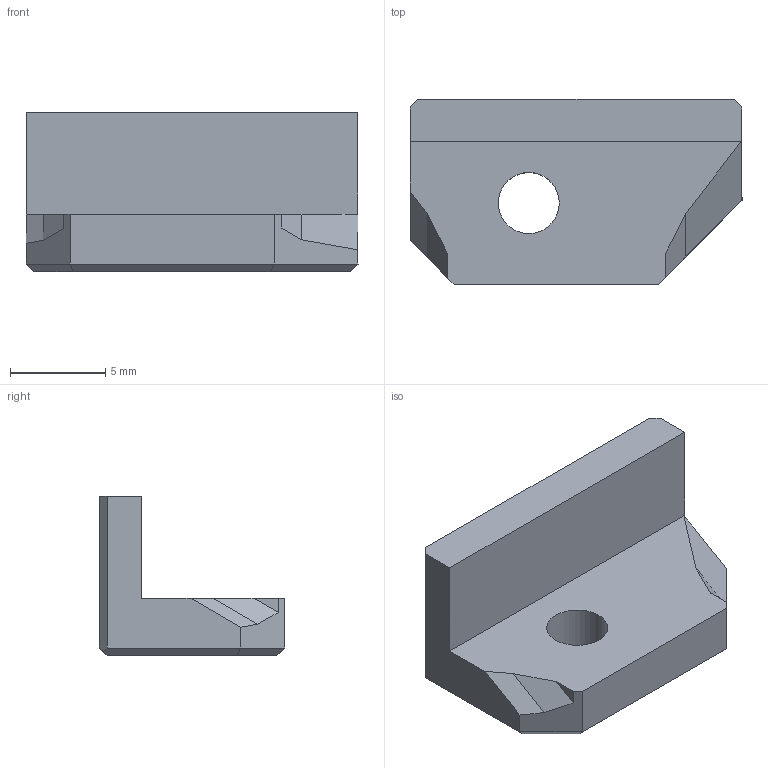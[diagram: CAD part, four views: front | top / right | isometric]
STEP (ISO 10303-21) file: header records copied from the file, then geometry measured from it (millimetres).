
FILE_DESCRIPTION(/* description */ (''),/* implementation_level */ '2;1');
FILE_NAME(/* name */ 'Spacer.step',/* time_stamp */ '2024-01-23T18:21:56-07:00',/* author */ (''),/* organization */ (''),/* preprocessor_version */ 'ST-DEVELOPER v20',/* originating_system */ 'Autodesk Translation Framework v12.14.0.127',/* authorisation */ '');
FILE_SCHEMA (('AUTOMOTIVE_DESIGN { 1 0 10303 214 3 1 1 }'));
Length unit declared in the file: millimetre
Products named in the file (1): Spacer (1)
Bounding box: 17.42 x 9.71 x 8.35 mm (x, y, z)
Volume: 636.3 mm3; surface area: 663.3 mm2
Topology: 1 solids, 1 shells, 25 faces, 65 edges, 42 vertices
Faces by surface type: plane 24, cylinder 1
Full cylindrical faces by diameter (mm): 3.2 x1
Entity records: 793 total; most frequent: CARTESIAN_POINT 133, ORIENTED_EDGE 130, DIRECTION 119, EDGE_CURVE 65, LINE 63, VECTOR 63, VERTEX_POINT 42, AXIS2_PLACEMENT_3D 28
